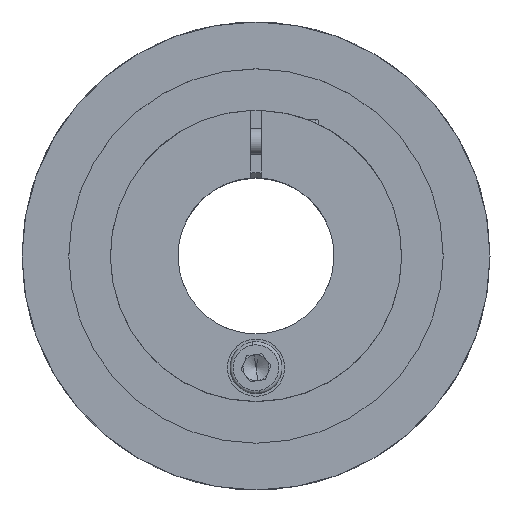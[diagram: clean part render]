
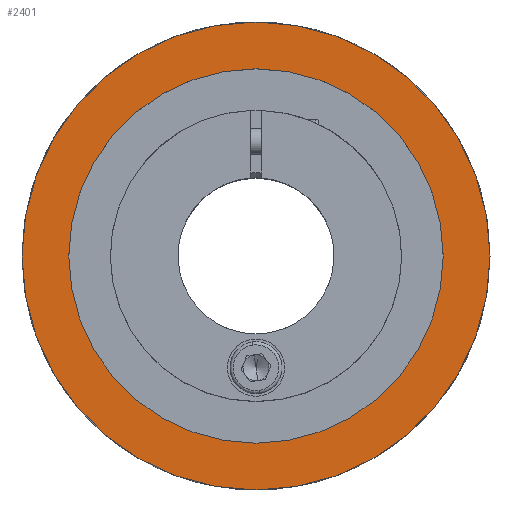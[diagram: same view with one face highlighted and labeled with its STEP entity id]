
A CAD part, top view. The second image highlights one B-rep face of the part: STEP entity #2401.
In plain terms, the highlighted planar face has unit normal (0, 0, 1).
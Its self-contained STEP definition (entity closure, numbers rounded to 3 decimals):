
#130 = DIRECTION ( 'NONE',  ( 0., 0., 1. ) ) ;
#155 = DIRECTION ( 'NONE',  ( 1., 0., 0. ) ) ;
#271 = FACE_BOUND ( 'NONE', #1394, .T. ) ;
#273 = CIRCLE ( 'NONE', #4085, 45. ) ;
#325 = FACE_OUTER_BOUND ( 'NONE', #1014, .T. ) ;
#515 = CARTESIAN_POINT ( 'NONE',  ( 45., 0., 0. ) ) ;
#754 = DIRECTION ( 'NONE',  ( 0., 0., 1. ) ) ;
#872 = CIRCLE ( 'NONE', #2108, 36. ) ;
#973 = ORIENTED_EDGE ( 'NONE', *, *, #2599, .T. ) ;
#1014 = EDGE_LOOP ( 'NONE', ( #973, #5018 ) ) ;
#1170 = DIRECTION ( 'NONE',  ( 0., 0., 1. ) ) ;
#1222 = CARTESIAN_POINT ( 'NONE',  ( 0., 36., 0. ) ) ;
#1326 = EDGE_CURVE ( 'NONE', #2099, #4217, #3927, .T. ) ;
#1394 = EDGE_LOOP ( 'NONE', ( #3684, #3030 ) ) ;
#1554 = CARTESIAN_POINT ( 'NONE',  ( 0., 0., 0. ) ) ;
#1672 = CARTESIAN_POINT ( 'NONE',  ( 36., 0., 0. ) ) ;
#1937 = CARTESIAN_POINT ( 'NONE',  ( 0., 0., 0. ) ) ;
#1994 = AXIS2_PLACEMENT_3D ( 'NONE', #1937, #1170, #2767 ) ;
#1997 = DIRECTION ( 'NONE',  ( 0., 0., -1. ) ) ;
#2099 = VERTEX_POINT ( 'NONE', #2546 ) ;
#2108 = AXIS2_PLACEMENT_3D ( 'NONE', #2914, #130, #155 ) ;
#2246 = VERTEX_POINT ( 'NONE', #1672 ) ;
#2263 = DIRECTION ( 'NONE',  ( 1., 0., 0. ) ) ;
#2326 = DIRECTION ( 'NONE',  ( 0., 0., 1. ) ) ;
#2401 = ADVANCED_FACE ( 'NONE', ( #271, #325 ), #3912, .F. ) ;
#2546 = CARTESIAN_POINT ( 'NONE',  ( -45., 0., 0. ) ) ;
#2599 = EDGE_CURVE ( 'NONE', #4217, #2099, #273, .T. ) ;
#2611 = AXIS2_PLACEMENT_3D ( 'NONE', #1554, #2326, #3894 ) ;
#2668 = EDGE_CURVE ( 'NONE', #3670, #2246, #872, .T. ) ;
#2767 = DIRECTION ( 'NONE',  ( 1., 0., 0. ) ) ;
#2788 = EDGE_CURVE ( 'NONE', #2246, #3670, #3401, .T. ) ;
#2914 = CARTESIAN_POINT ( 'NONE',  ( 0., 0., 0. ) ) ;
#3030 = ORIENTED_EDGE ( 'NONE', *, *, #2668, .F. ) ;
#3401 = CIRCLE ( 'NONE', #1994, 36. ) ;
#3498 = AXIS2_PLACEMENT_3D ( 'NONE', #1222, #1997, #3565 ) ;
#3565 = DIRECTION ( 'NONE',  ( -1., 0., 0. ) ) ;
#3670 = VERTEX_POINT ( 'NONE', #3851 ) ;
#3684 = ORIENTED_EDGE ( 'NONE', *, *, #2788, .F. ) ;
#3851 = CARTESIAN_POINT ( 'NONE',  ( -36., 0., 0. ) ) ;
#3855 = CARTESIAN_POINT ( 'NONE',  ( 0., 0., 0. ) ) ;
#3894 = DIRECTION ( 'NONE',  ( 1., 0., 0. ) ) ;
#3912 = PLANE ( 'NONE',  #3498 ) ;
#3927 = CIRCLE ( 'NONE', #2611, 45. ) ;
#4085 = AXIS2_PLACEMENT_3D ( 'NONE', #3855, #754, #2263 ) ;
#4217 = VERTEX_POINT ( 'NONE', #515 ) ;
#5018 = ORIENTED_EDGE ( 'NONE', *, *, #1326, .T. ) ;
